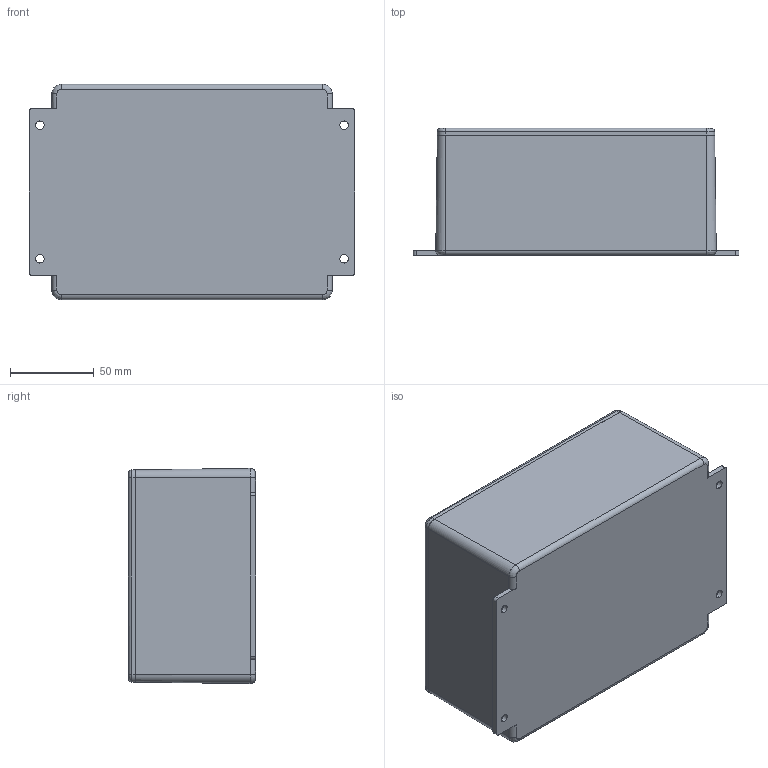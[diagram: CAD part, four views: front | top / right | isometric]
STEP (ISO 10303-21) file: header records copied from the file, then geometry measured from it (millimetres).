
FILE_DESCRIPTION (( 'STEP AP214' ), '1' );
FILE_NAME ('B033MF.STEP', '2014-09-03T02:26:05', ( 'AsusUser' ), ( '' ), 'SwSTEP 2.0', 'SolidWorks 2014', '' );
FILE_SCHEMA (( 'AUTOMOTIVE_DESIGN' ));
Length unit declared in the file: millimetre
Products named in the file (3): B033-COVER; B033MF-BASE; B033MF
Assembly tree (2 placements, depth 2):
  B033MF
    B033MF-BASE
    B033-COVER
Bounding box: 195 x 76 x 128.8 mm (x, y, z)
Volume: 275065.5 mm3; surface area: 179724.7 mm2
Topology: 2 solids, 2 shells, 408 faces, 1094 edges, 683 vertices
Faces by surface type: bspline 230, plane 141, cylinder 36, sphere 1
Entity records: 20689 total; most frequent: CARTESIAN_POINT 9051, ORIENTED_EDGE 2158, EDGE_CURVE 1079, DIRECTION 949, VERTEX_POINT 685, LINE 461, VECTOR 461, EDGE_LOOP 438
